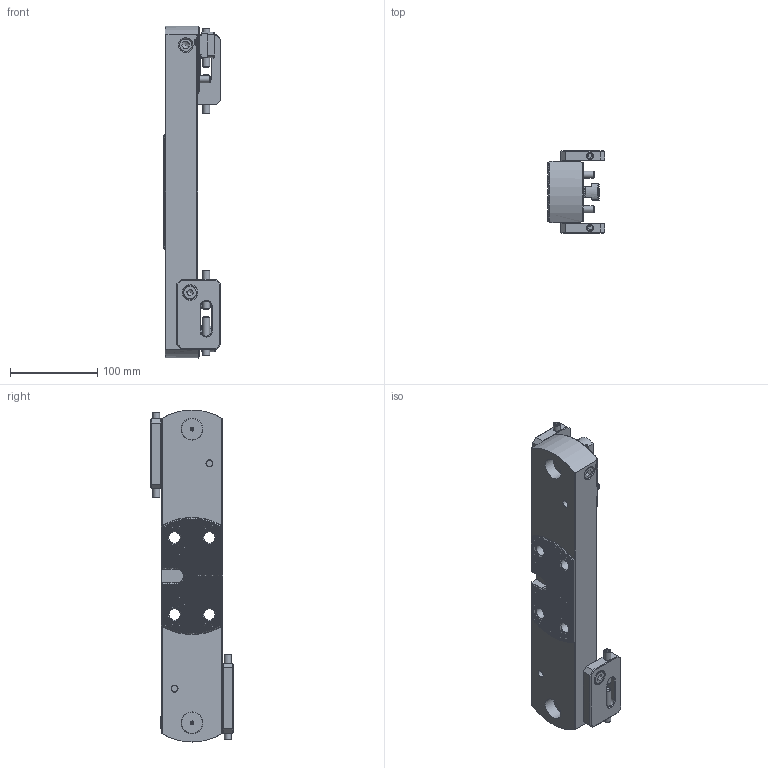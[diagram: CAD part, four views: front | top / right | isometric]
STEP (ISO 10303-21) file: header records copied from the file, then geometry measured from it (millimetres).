
FILE_DESCRIPTION (( 'STEP AP214' ), '1' );
FILE_NAME ('Ko1.VK1.380.040.STEP', '2020-08-13T15:35:43', ( '' ), ( '' ), 'SwSTEP 2.0', 'SolidWorks 2017', '' );
FILE_SCHEMA (( 'AUTOMOTIVE_DESIGN' ));
Length unit declared in the file: millimetre
Products named in the file (14): VK1-ER2.001.044_A; VK1-ER1.001.030_A; ISO 4026 - M8 x 45; Ko1.VK1.380.040; VK1-ER2.101.010_A; VK1-ER7.001.012_mit langer Schraube; DIN 7984 - M10 x 16; VK1-ER7.001.012_B; VK1-ER2.201.010_A_vorgespannt; Ko1-VK1.380.040_E; ISO 4766 - M6x12_ISO 4766 - M6 x 10; ISO 8734 - 6 x 12; VK1-ER2.201.010_A_gespannt; VK1-ER3.001.028_A
Assembly tree (21 placements, depth 3):
  Ko1.VK1.380.040
    Ko1-VK1.380.040_E
    VK1-ER1.001.030_A  x2
    VK1-ER2.001.044_A  x2
    VK1-ER2.101.010_A  x2
    VK1-ER2.201.010_A_gespannt
    VK1-ER2.201.010_A_vorgespannt
    VK1-ER7.001.012_mit langer Schraube  x2
      VK1-ER7.001.012_B
      ISO 8734 - 6 x 12
      ISO 4026 - M8 x 45
      DIN 7984 - M10 x 16
      ISO 4766 - M6x12_ISO 4766 - M6 x 10
    VK1-ER3.001.028_A  x2
Bounding box: 65.58 x 94 x 379.84 mm (x, y, z)
Volume: 1038822.6 mm3; surface area: 166216.9 mm2
Topology: 27 solids, 27 shells, 1255 faces, 3430 edges, 2240 vertices
Faces by surface type: plane 842, cylinder 260, cone 103, bspline 34, torus 12, sphere 4
Full cylindrical faces by diameter (mm): 2 x4, 5 x4, 6 x12, 6.8 x6, 8 x8, 8.5 x2, 10 x2, 10.5 x2, 11 x2, 13 x4, 14 x2, 16 x4, 18 x2, 19 x4, 25 x4
Entity records: 42469 total; most frequent: CARTESIAN_POINT 15992, ORIENTED_EDGE 5688, DIRECTION 4313, EDGE_CURVE 2844, VERTEX_POINT 1917, AXIS2_PLACEMENT_3D 1480, LINE 1353, VECTOR 1353
